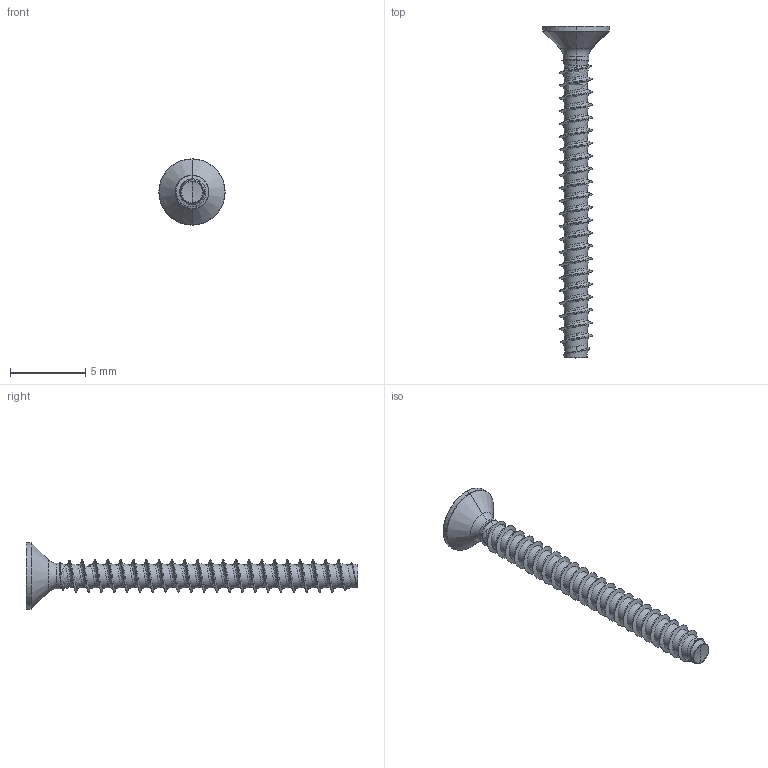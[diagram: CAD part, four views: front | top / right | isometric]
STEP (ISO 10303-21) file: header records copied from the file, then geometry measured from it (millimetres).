
FILE_DESCRIPTION (( 'STEP AP203' ), '1' );
FILE_NAME ('STP330220220.STEP', '2017-08-15T15:17:42', ( '' ), ( '' ), 'SwSTEP 2.0', 'SolidWorks 2015', '' );
FILE_SCHEMA (( 'CONFIG_CONTROL_DESIGN' ));
Length unit declared in the file: millimetre
Products named in the file (1): STP330220220
Bounding box: 4.4 x 22 x 4.4 mm (x, y, z)
Volume: 58 mm3; surface area: 208.7 mm2
Topology: 1 solids, 1 shells, 208 faces, 493 edges, 287 vertices
Faces by surface type: cylinder 92, bspline 51, sphere 26, plane 22, cone 11, torus 6
Entity records: 33981 total; most frequent: CARTESIAN_POINT 29728, ORIENTED_EDGE 982, DIRECTION 743, EDGE_CURVE 491, AXIS2_PLACEMENT_3D 298, VERTEX_POINT 287, EDGE_LOOP 210, ADVANCED_FACE 208
